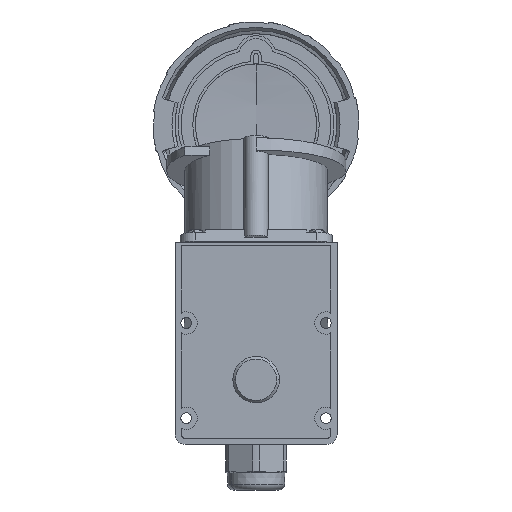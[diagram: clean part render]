
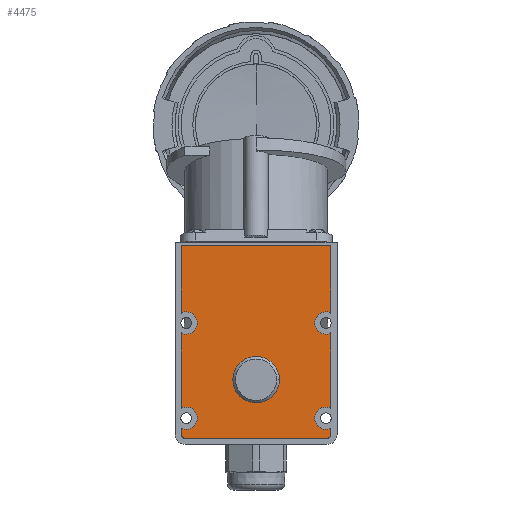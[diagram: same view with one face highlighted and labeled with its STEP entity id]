
A CAD part, front view. The second image highlights one B-rep face of the part: STEP entity #4475.
In plain terms, the highlighted planar face has unit normal (0, -1, 0).
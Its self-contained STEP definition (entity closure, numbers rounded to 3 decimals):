
#1428=DIRECTION('',(0.,0.,-1.));
#1429=VECTOR('',#1428,3.101);
#1430=CARTESIAN_POINT('',(-37.,4.04,-91.899));
#1431=LINE('',#1430,#1429);
#1440=CARTESIAN_POINT('',(-35.,4.04,-95.));
#1441=DIRECTION('',(0.,1.,0.));
#1442=DIRECTION('',(0.,0.,-1.));
#1443=AXIS2_PLACEMENT_3D('',#1440,#1441,#1442);
#1445=CARTESIAN_POINT('',(-34.5,4.04,-87.));
#1446=DIRECTION('',(0.,-1.,0.));
#1447=DIRECTION('',(-0.455,0.,-0.891));
#1448=AXIS2_PLACEMENT_3D('',#1445,#1446,#1447);
#1450=CARTESIAN_POINT('',(-34.5,4.04,-87.));
#1451=DIRECTION('',(0.,-1.,0.));
#1452=DIRECTION('',(1.,0.,0.));
#1453=AXIS2_PLACEMENT_3D('',#1450,#1451,#1452);
#1455=CARTESIAN_POINT('',(-34.5,4.04,-40.));
#1456=DIRECTION('',(0.,-1.,0.));
#1457=DIRECTION('',(-0.455,0.,-0.891));
#1458=AXIS2_PLACEMENT_3D('',#1455,#1456,#1457);
#1460=CARTESIAN_POINT('',(-34.5,4.04,-40.));
#1461=DIRECTION('',(0.,-1.,0.));
#1462=DIRECTION('',(1.,0.,0.));
#1463=AXIS2_PLACEMENT_3D('',#1460,#1461,#1462);
#1465=CARTESIAN_POINT('',(34.5,4.04,-40.));
#1466=DIRECTION('',(0.,-1.,0.));
#1467=DIRECTION('',(0.455,0.,0.891));
#1468=AXIS2_PLACEMENT_3D('',#1465,#1466,#1467);
#1470=CARTESIAN_POINT('',(34.5,4.04,-40.));
#1471=DIRECTION('',(0.,-1.,0.));
#1472=DIRECTION('',(-1.,0.,0.));
#1473=AXIS2_PLACEMENT_3D('',#1470,#1471,#1472);
#1475=CARTESIAN_POINT('',(34.5,4.04,-87.));
#1476=DIRECTION('',(0.,-1.,0.));
#1477=DIRECTION('',(0.455,0.,0.891));
#1478=AXIS2_PLACEMENT_3D('',#1475,#1476,#1477);
#1480=CARTESIAN_POINT('',(34.5,4.04,-87.));
#1481=DIRECTION('',(0.,-1.,0.));
#1482=DIRECTION('',(-1.,0.,0.));
#1483=AXIS2_PLACEMENT_3D('',#1480,#1481,#1482);
#1485=CARTESIAN_POINT('',(35.,4.04,-95.));
#1486=DIRECTION('',(0.,1.,0.));
#1487=DIRECTION('',(1.,0.,0.));
#1488=AXIS2_PLACEMENT_3D('',#1485,#1486,#1487);
#1490=CARTESIAN_POINT('',(0.,4.04,-68.));
#1491=DIRECTION('',(0.,-1.,0.));
#1492=DIRECTION('',(-1.,0.,0.));
#1493=AXIS2_PLACEMENT_3D('',#1490,#1491,#1492);
#1495=CARTESIAN_POINT('',(0.,4.04,-68.));
#1496=DIRECTION('',(0.,-1.,0.));
#1497=DIRECTION('',(1.,0.,0.));
#1498=AXIS2_PLACEMENT_3D('',#1495,#1496,#1497);
#1500=DIRECTION('',(0.,0.,-1.));
#1501=VECTOR('',#1500,37.202);
#1502=CARTESIAN_POINT('',(-37.,4.04,-44.899));
#1503=LINE('',#1502,#1501);
#1516=DIRECTION('',(0.,0.,-1.));
#1517=VECTOR('',#1516,33.237);
#1518=CARTESIAN_POINT('',(-37.,4.04,-1.864));
#1519=LINE('',#1518,#1517);
#1520=DIRECTION('',(-1.,0.,0.));
#1521=VECTOR('',#1520,74.);
#1522=CARTESIAN_POINT('',(37.,4.04,-1.864));
#1523=LINE('',#1522,#1521);
#1532=DIRECTION('',(0.,0.,1.));
#1533=VECTOR('',#1532,33.237);
#1534=CARTESIAN_POINT('',(37.,4.04,-35.101));
#1535=LINE('',#1534,#1533);
#1544=DIRECTION('',(0.,0.,1.));
#1545=VECTOR('',#1544,37.202);
#1546=CARTESIAN_POINT('',(37.,4.04,-82.101));
#1547=LINE('',#1546,#1545);
#1556=DIRECTION('',(0.,0.,1.));
#1557=VECTOR('',#1556,3.101);
#1558=CARTESIAN_POINT('',(37.,4.04,-95.));
#1559=LINE('',#1558,#1557);
#1568=DIRECTION('',(1.,0.,0.));
#1569=VECTOR('',#1568,70.);
#1570=CARTESIAN_POINT('',(-35.,4.04,-97.));
#1571=LINE('',#1570,#1569);
#2445=CARTESIAN_POINT('',(-37.,4.04,-95.));
#2446=VERTEX_POINT('',#2445);
#2447=CARTESIAN_POINT('',(-35.,4.04,-97.));
#2448=VERTEX_POINT('',#2447);
#2449=CARTESIAN_POINT('',(-37.,4.04,-91.899));
#2450=VERTEX_POINT('',#2449);
#2451=CARTESIAN_POINT('',(-29.,4.04,-87.));
#2452=CARTESIAN_POINT('',(-37.,4.04,-82.101));
#2453=VERTEX_POINT('',#2451);
#2454=VERTEX_POINT('',#2452);
#2455=CARTESIAN_POINT('',(-37.,4.04,-44.899));
#2456=VERTEX_POINT('',#2455);
#2457=CARTESIAN_POINT('',(-29.,4.04,-40.));
#2458=VERTEX_POINT('',#2457);
#2459=CARTESIAN_POINT('',(-37.,4.04,-35.101));
#2460=VERTEX_POINT('',#2459);
#2461=CARTESIAN_POINT('',(-37.,4.04,-1.864));
#2462=VERTEX_POINT('',#2461);
#2463=CARTESIAN_POINT('',(37.,4.04,-1.864));
#2464=VERTEX_POINT('',#2463);
#2465=CARTESIAN_POINT('',(37.,4.04,-35.101));
#2466=VERTEX_POINT('',#2465);
#2467=CARTESIAN_POINT('',(29.,4.04,-40.));
#2468=VERTEX_POINT('',#2467);
#2469=CARTESIAN_POINT('',(37.,4.04,-44.899));
#2470=VERTEX_POINT('',#2469);
#2471=CARTESIAN_POINT('',(37.,4.04,-82.101));
#2472=VERTEX_POINT('',#2471);
#2473=CARTESIAN_POINT('',(29.,4.04,-87.));
#2474=VERTEX_POINT('',#2473);
#2475=CARTESIAN_POINT('',(37.,4.04,-91.899));
#2476=VERTEX_POINT('',#2475);
#2477=CARTESIAN_POINT('',(37.,4.04,-95.));
#2478=VERTEX_POINT('',#2477);
#2479=CARTESIAN_POINT('',(35.,4.04,-97.));
#2480=VERTEX_POINT('',#2479);
#2481=CARTESIAN_POINT('',(-11.5,4.04,-68.));
#2482=CARTESIAN_POINT('',(11.5,4.04,-68.));
#2483=VERTEX_POINT('',#2481);
#2484=VERTEX_POINT('',#2482);
#4430=CARTESIAN_POINT('',(-48.,4.04,0.));
#4431=DIRECTION('',(0.,-1.,0.));
#4432=DIRECTION('',(-1.,0.,0.));
#4433=AXIS2_PLACEMENT_3D('',#4430,#4431,#4432);
#4434=PLANE('',#4433);
#4435=ORIENTED_EDGE('',*,*,#4392,.T.);
#4436=ORIENTED_EDGE('',*,*,#4407,.F.);
#4437=ORIENTED_EDGE('',*,*,#4420,.T.);
#4438=ORIENTED_EDGE('',*,*,#4418,.T.);
#4440=ORIENTED_EDGE('',*,*,#4439,.F.);
#4442=ORIENTED_EDGE('',*,*,#4441,.T.);
#4444=ORIENTED_EDGE('',*,*,#4443,.T.);
#4446=ORIENTED_EDGE('',*,*,#4445,.F.);
#4448=ORIENTED_EDGE('',*,*,#4447,.F.);
#4450=ORIENTED_EDGE('',*,*,#4449,.F.);
#4452=ORIENTED_EDGE('',*,*,#4451,.T.);
#4454=ORIENTED_EDGE('',*,*,#4453,.T.);
#4456=ORIENTED_EDGE('',*,*,#4455,.F.);
#4458=ORIENTED_EDGE('',*,*,#4457,.T.);
#4460=ORIENTED_EDGE('',*,*,#4459,.T.);
#4462=ORIENTED_EDGE('',*,*,#4461,.F.);
#4464=ORIENTED_EDGE('',*,*,#4463,.T.);
#4466=ORIENTED_EDGE('',*,*,#4465,.F.);
#4467=EDGE_LOOP('',(#4435,#4436,#4437,#4438,#4440,#4442,#4444,#4446,#4448,#4450,
#4452,#4454,#4456,#4458,#4460,#4462,#4464,#4466));
#4468=FACE_OUTER_BOUND('',#4467,.F.);
#4470=ORIENTED_EDGE('',*,*,#4469,.T.);
#4472=ORIENTED_EDGE('',*,*,#4471,.T.);
#4473=EDGE_LOOP('',(#4470,#4472));
#4474=FACE_BOUND('',#4473,.F.);
#4475=ADVANCED_FACE('',(#4468,#4474),#4434,.T.);
#1444=CIRCLE('',#1443,2.);
#1449=CIRCLE('',#1448,5.5);
#1454=CIRCLE('',#1453,5.5);
#1459=CIRCLE('',#1458,5.5);
#1464=CIRCLE('',#1463,5.5);
#1469=CIRCLE('',#1468,5.5);
#1474=CIRCLE('',#1473,5.5);
#1479=CIRCLE('',#1478,5.5);
#1484=CIRCLE('',#1483,5.5);
#1489=CIRCLE('',#1488,2.);
#1494=CIRCLE('',#1493,11.5);
#1499=CIRCLE('',#1498,11.5);
#4392=EDGE_CURVE('',#2448,#2446,#1444,.T.);
#4407=EDGE_CURVE('',#2450,#2446,#1431,.T.);
#4418=EDGE_CURVE('',#2453,#2454,#1454,.T.);
#4420=EDGE_CURVE('',#2450,#2453,#1449,.T.);
#4439=EDGE_CURVE('',#2456,#2454,#1503,.T.);
#4441=EDGE_CURVE('',#2456,#2458,#1459,.T.);
#4443=EDGE_CURVE('',#2458,#2460,#1464,.T.);
#4445=EDGE_CURVE('',#2462,#2460,#1519,.T.);
#4447=EDGE_CURVE('',#2464,#2462,#1523,.T.);
#4449=EDGE_CURVE('',#2466,#2464,#1535,.T.);
#4451=EDGE_CURVE('',#2466,#2468,#1469,.T.);
#4453=EDGE_CURVE('',#2468,#2470,#1474,.T.);
#4455=EDGE_CURVE('',#2472,#2470,#1547,.T.);
#4457=EDGE_CURVE('',#2472,#2474,#1479,.T.);
#4459=EDGE_CURVE('',#2474,#2476,#1484,.T.);
#4461=EDGE_CURVE('',#2478,#2476,#1559,.T.);
#4463=EDGE_CURVE('',#2478,#2480,#1489,.T.);
#4465=EDGE_CURVE('',#2448,#2480,#1571,.T.);
#4469=EDGE_CURVE('',#2483,#2484,#1494,.T.);
#4471=EDGE_CURVE('',#2484,#2483,#1499,.T.);
